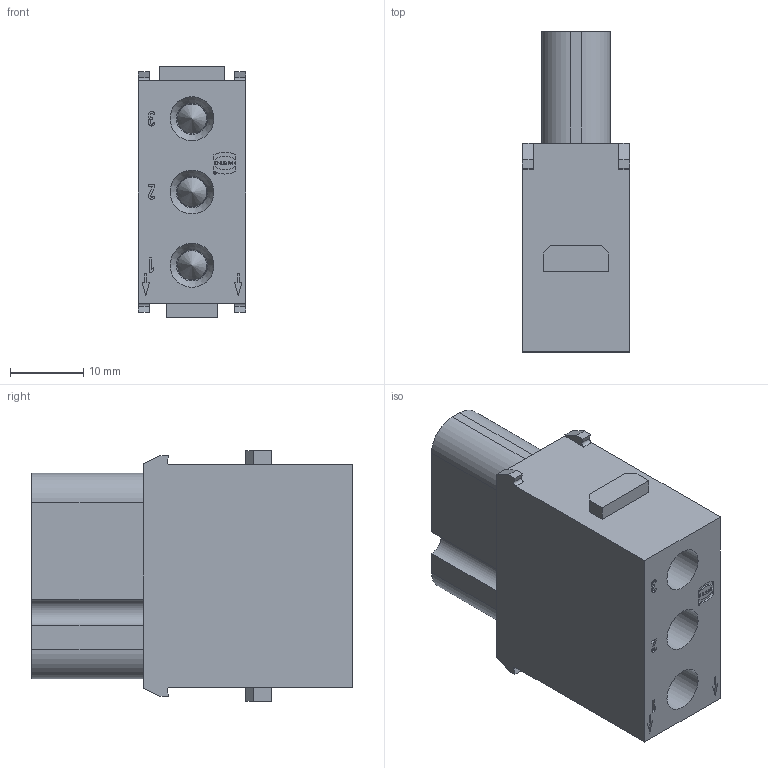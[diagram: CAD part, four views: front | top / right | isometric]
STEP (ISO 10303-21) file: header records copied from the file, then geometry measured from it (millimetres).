
FILE_DESCRIPTION(/* description */ (''),/* implementation_level */ '2;1');
FILE_NAME(/* name */ '100111303ugm000_b.stp',/* time_stamp */ '2017-10-30T15:27:19+01:00',/* author */ (''),/* organization */ (''),/* preprocessor_version */ 'ST-DEVELOPER v16',/* originating_system */ 'SIEMENS PLM Software NX 10.0',/* authorisation */ '');
FILE_SCHEMA (('AUTOMOTIVE_DESIGN { 1 0 10303 214 3 1 1 1 }'));
Length unit declared in the file: millimetre
Products named in the file (1): 100111303ugm000_b
Bounding box: 14.6 x 43.7 x 34.2 mm (x, y, z)
Volume: 14317.1 mm3; surface area: 6814.7 mm2
Topology: 1 solids, 1 shells, 264 faces, 681 edges, 452 vertices
Faces by surface type: plane 206, cylinder 46, cone 9, bspline 3
Full cylindrical faces by diameter (mm): 0.285 x1, 0.315 x1, 4 x3, 4.2 x1, 4.4 x2, 6 x6
Entity records: 8632 total; most frequent: CARTESIAN_POINT 1429, ORIENTED_EDGE 1304, DIRECTION 1280, EDGE_CURVE 652, LINE 548, VECTOR 548, VERTEX_POINT 451, AXIS2_PLACEMENT_3D 366
